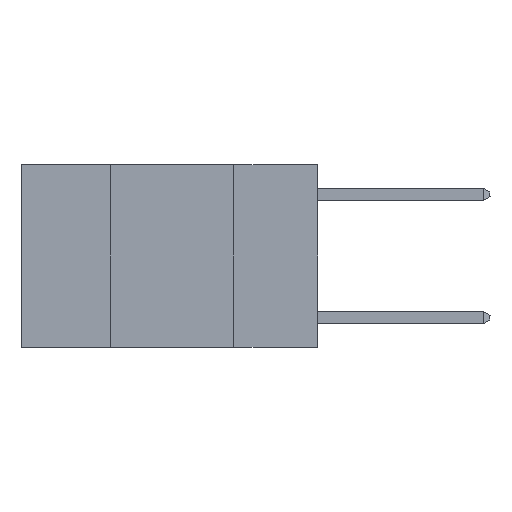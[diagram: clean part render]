
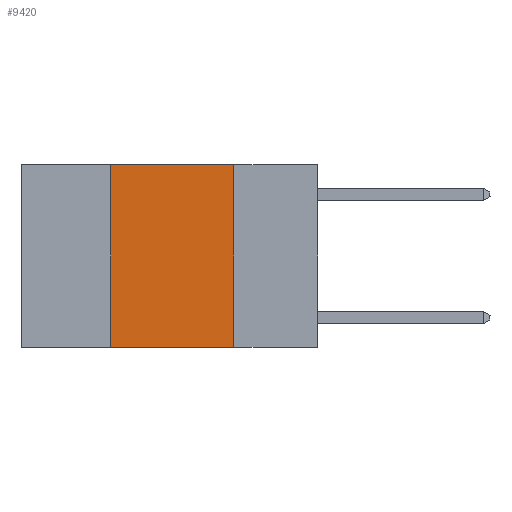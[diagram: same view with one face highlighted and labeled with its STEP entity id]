
A CAD part, left-side view. The second image highlights one B-rep face of the part: STEP entity #9420.
In plain terms, the highlighted planar face has unit normal (-1, 0, 0).
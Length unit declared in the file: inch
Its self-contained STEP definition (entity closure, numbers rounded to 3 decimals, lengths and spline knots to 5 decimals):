
#103 = CARTESIAN_POINT ( 'NONE',  ( 0., 0.17, 0. ) ) ;
#472 = VECTOR ( 'NONE', #8597, 39.37008 ) ;
#811 = LINE ( 'NONE', #10401, #4943 ) ;
#972 = CARTESIAN_POINT ( 'NONE',  ( 0., 0.17, -0.37 ) ) ;
#1313 = LINE ( 'NONE', #10805, #14525 ) ;
#1623 = DIRECTION ( 'NONE',  ( 0., 0., 1. ) ) ;
#1887 = DIRECTION ( 'NONE',  ( 0., 0., -1. ) ) ;
#2416 = AXIS2_PLACEMENT_3D ( 'NONE', #6781, #5542, #4369 ) ;
#2525 = EDGE_CURVE ( 'NONE', #14715, #3501, #1313, .T. ) ;
#2984 = ORIENTED_EDGE ( 'NONE', *, *, #5838, .T. ) ;
#2993 = ORIENTED_EDGE ( 'NONE', *, *, #2525, .F. ) ;
#3254 = VECTOR ( 'NONE', #1623, 39.37008 ) ;
#3501 = VERTEX_POINT ( 'NONE', #103 ) ;
#3774 = DIRECTION ( 'NONE',  ( 0., -1., 0. ) ) ;
#3957 = LINE ( 'NONE', #9994, #3254 ) ;
#4036 = ORIENTED_EDGE ( 'NONE', *, *, #4095, .F. ) ;
#4095 = EDGE_CURVE ( 'NONE', #5526, #14715, #3957, .T. ) ;
#4369 = DIRECTION ( 'NONE',  ( 0., 0., -1. ) ) ;
#4688 = VERTEX_POINT ( 'NONE', #972 ) ;
#4943 = VECTOR ( 'NONE', #1887, 39.37008 ) ;
#5526 = VERTEX_POINT ( 'NONE', #11203 ) ;
#5542 = DIRECTION ( 'NONE',  ( 1., 0., 0. ) ) ;
#5838 = EDGE_CURVE ( 'NONE', #5526, #4688, #14381, .T. ) ;
#6195 = CARTESIAN_POINT ( 'NONE',  ( 0., 0.42, 0. ) ) ;
#6781 = CARTESIAN_POINT ( 'NONE',  ( 0., 0.6, 0. ) ) ;
#6805 = ORIENTED_EDGE ( 'NONE', *, *, #14165, .F. ) ;
#6838 = EDGE_LOOP ( 'NONE', ( #6805, #2993, #4036, #2984 ) ) ;
#8597 = DIRECTION ( 'NONE',  ( 0., -1., 0. ) ) ;
#9420 = ADVANCED_FACE ( 'NONE', ( #11525 ), #12450, .F. ) ;
#9994 = CARTESIAN_POINT ( 'NONE',  ( 0., 0.42, 0. ) ) ;
#10401 = CARTESIAN_POINT ( 'NONE',  ( 0., 0.17, 0. ) ) ;
#10805 = CARTESIAN_POINT ( 'NONE',  ( 0., 0.6, 0. ) ) ;
#11203 = CARTESIAN_POINT ( 'NONE',  ( 0., 0.42, -0.37 ) ) ;
#11525 = FACE_OUTER_BOUND ( 'NONE', #6838, .T. ) ;
#11961 = CARTESIAN_POINT ( 'NONE',  ( 0., 0.6, -0.37 ) ) ;
#12450 = PLANE ( 'NONE',  #2416 ) ;
#14165 = EDGE_CURVE ( 'NONE', #3501, #4688, #811, .T. ) ;
#14381 = LINE ( 'NONE', #11961, #472 ) ;
#14525 = VECTOR ( 'NONE', #3774, 39.37008 ) ;
#14715 = VERTEX_POINT ( 'NONE', #6195 ) ;
